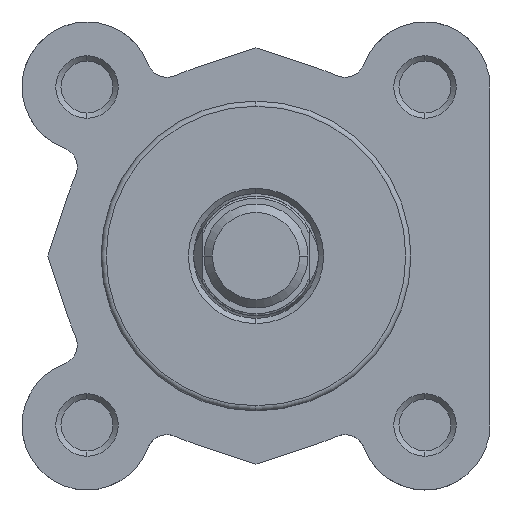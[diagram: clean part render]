
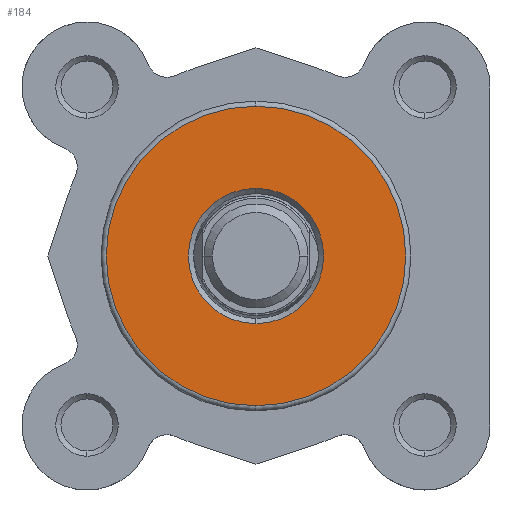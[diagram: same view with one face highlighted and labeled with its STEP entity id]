
A CAD part, left-side view. The second image highlights one B-rep face of the part: STEP entity #184.
In plain terms, the highlighted planar face has unit normal (-1, 0, 0).
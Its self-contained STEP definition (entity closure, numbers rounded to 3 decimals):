
#127 = DIRECTION ( 'NONE',  ( 0., 0., 1. ) ) ;
#128 = DIRECTION ( 'NONE',  ( -1., 0., 0. ) ) ;
#129 = PLANE ( 'NONE',  #614 ) ;
#130 = CARTESIAN_POINT ( 'NONE',  ( 0., -6., 0. ) ) ;
#184 = ADVANCED_FACE ( 'NONE', ( #6276, #6290 ), #129, .T. ) ;
#553 = EDGE_CURVE ( 'NONE', #1516, #1514, #6732, .T. ) ;
#614 = AXIS2_PLACEMENT_3D ( 'NONE', #130, #128, #127 ) ;
#626 = EDGE_CURVE ( 'NONE', #1509, #1507, #6766, .T. ) ;
#1245 = CIRCLE ( 'NONE', #5220, 6.5 ) ;
#1251 = CIRCLE ( 'NONE', #5222, 14.4 ) ;
#1507 = VERTEX_POINT ( 'NONE', #4451 ) ;
#1509 = VERTEX_POINT ( 'NONE', #4452 ) ;
#1514 = VERTEX_POINT ( 'NONE', #4455 ) ;
#1516 = VERTEX_POINT ( 'NONE', #4456 ) ;
#2518 = CARTESIAN_POINT ( 'NONE',  ( 0., 0., 0. ) ) ;
#2519 = DIRECTION ( 'NONE',  ( 1., 0., 0. ) ) ;
#2520 = DIRECTION ( 'NONE',  ( 0., 0., 1. ) ) ;
#2528 = CARTESIAN_POINT ( 'NONE',  ( 0., 0., 0. ) ) ;
#2529 = DIRECTION ( 'NONE',  ( -1., 0., 0. ) ) ;
#2530 = DIRECTION ( 'NONE',  ( 0., 0., 1. ) ) ;
#3570 = EDGE_CURVE ( 'NONE', #1514, #1516, #1245, .T. ) ;
#3574 = EDGE_CURVE ( 'NONE', #1507, #1509, #1251, .T. ) ;
#4266 = DIRECTION ( 'NONE',  ( 1., 0., 0. ) ) ;
#4267 = CARTESIAN_POINT ( 'NONE',  ( 0., 0., 0. ) ) ;
#4269 = DIRECTION ( 'NONE',  ( 0., 0., 1. ) ) ;
#4323 = CARTESIAN_POINT ( 'NONE',  ( 0., 0., 0. ) ) ;
#4324 = DIRECTION ( 'NONE',  ( -1., 0., 0. ) ) ;
#4325 = DIRECTION ( 'NONE',  ( 0., 0., 1. ) ) ;
#4451 = CARTESIAN_POINT ( 'NONE',  ( 0., 0., 14.4 ) ) ;
#4452 = CARTESIAN_POINT ( 'NONE',  ( 0., 0., -14.4 ) ) ;
#4455 = CARTESIAN_POINT ( 'NONE',  ( 0., 0., 6.5 ) ) ;
#4456 = CARTESIAN_POINT ( 'NONE',  ( 0., 0., -6.5 ) ) ;
#4996 = AXIS2_PLACEMENT_3D ( 'NONE', #4267, #4266, #4269 ) ;
#5023 = AXIS2_PLACEMENT_3D ( 'NONE', #4323, #4324, #4325 ) ;
#5220 = AXIS2_PLACEMENT_3D ( 'NONE', #2518, #2519, #2520 ) ;
#5222 = AXIS2_PLACEMENT_3D ( 'NONE', #2528, #2529, #2530 ) ;
#5377 = ORIENTED_EDGE ( 'NONE', *, *, #3570, .T. ) ;
#5379 = ORIENTED_EDGE ( 'NONE', *, *, #3574, .T. ) ;
#5552 = ORIENTED_EDGE ( 'NONE', *, *, #553, .T. ) ;
#5616 = ORIENTED_EDGE ( 'NONE', *, *, #626, .T. ) ;
#6034 = EDGE_LOOP ( 'NONE', ( #5379, #5616 ) ) ;
#6035 = EDGE_LOOP ( 'NONE', ( #5377, #5552 ) ) ;
#6276 = FACE_BOUND ( 'NONE', #6035, .T. ) ;
#6290 = FACE_OUTER_BOUND ( 'NONE', #6034, .T. ) ;
#6732 = CIRCLE ( 'NONE', #4996, 6.5 ) ;
#6766 = CIRCLE ( 'NONE', #5023, 14.4 ) ;
